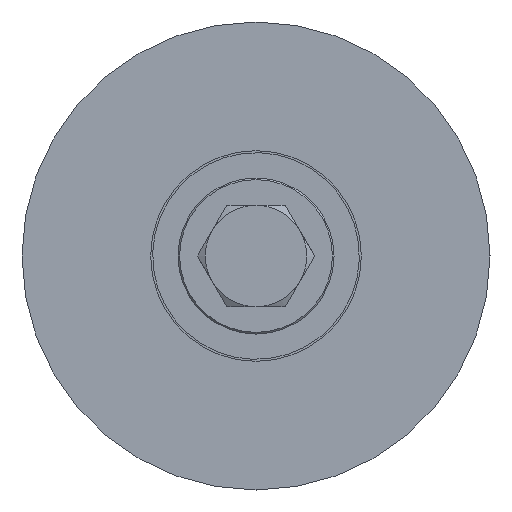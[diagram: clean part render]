
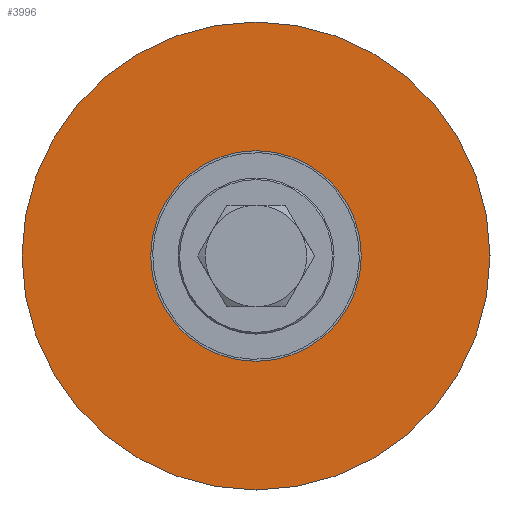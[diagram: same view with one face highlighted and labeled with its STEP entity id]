
A CAD part, left-side view. The second image highlights one B-rep face of the part: STEP entity #3996.
In plain terms, the highlighted planar face has unit normal (-1, 0, 0).
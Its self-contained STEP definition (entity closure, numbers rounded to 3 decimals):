
#76 = CARTESIAN_POINT ( 'NONE',  ( -9.23, 0., -30. ) ) ;
#248 = CARTESIAN_POINT ( 'NONE',  ( -9.23, -30., 0. ) ) ;
#462 = AXIS2_PLACEMENT_3D ( 'NONE', #2450, #2502, #1405 ) ;
#600 = AXIS2_PLACEMENT_3D ( 'NONE', #2958, #745, #4099 ) ;
#745 = DIRECTION ( 'NONE',  ( 1., 0., 0. ) ) ;
#866 = EDGE_CURVE ( 'NONE', #5916, #2764, #2923, .T. ) ;
#921 = CARTESIAN_POINT ( 'NONE',  ( -9.23, 0., 0. ) ) ;
#1405 = DIRECTION ( 'NONE',  ( 0., 0., 1. ) ) ;
#1490 = ORIENTED_EDGE ( 'NONE', *, *, #866, .T. ) ;
#1773 = DIRECTION ( 'NONE',  ( 1., 0., 0. ) ) ;
#2124 = CARTESIAN_POINT ( 'NONE',  ( -9.23, 0., 13.5 ) ) ;
#2263 = CARTESIAN_POINT ( 'NONE',  ( -9.23, 0., -13.5 ) ) ;
#2450 = CARTESIAN_POINT ( 'NONE',  ( -9.23, 0., 0. ) ) ;
#2502 = DIRECTION ( 'NONE',  ( 1., 0., 0. ) ) ;
#2764 = VERTEX_POINT ( 'NONE', #2124 ) ;
#2923 = CIRCLE ( 'NONE', #462, 13.5 ) ;
#2958 = CARTESIAN_POINT ( 'NONE',  ( -9.23, 0., 0. ) ) ;
#3139 = DIRECTION ( 'NONE',  ( 0., 0., 1. ) ) ;
#3380 = ORIENTED_EDGE ( 'NONE', *, *, #3775, .T. ) ;
#3698 = VERTEX_POINT ( 'NONE', #76 ) ;
#3775 = EDGE_CURVE ( 'NONE', #2764, #5916, #4596, .T. ) ;
#3791 = AXIS2_PLACEMENT_3D ( 'NONE', #921, #4162, #3139 ) ;
#3996 = ADVANCED_FACE ( 'NONE', ( #6798, #4919 ), #5721, .T. ) ;
#4045 = EDGE_LOOP ( 'NONE', ( #3380, #1490 ) ) ;
#4062 = DIRECTION ( 'NONE',  ( -1., 0., 0. ) ) ;
#4099 = DIRECTION ( 'NONE',  ( 0., 0., 1. ) ) ;
#4162 = DIRECTION ( 'NONE',  ( 1., 0., 0. ) ) ;
#4370 = AXIS2_PLACEMENT_3D ( 'NONE', #248, #4062, #4582 ) ;
#4582 = DIRECTION ( 'NONE',  ( 0., 0., -1. ) ) ;
#4596 = CIRCLE ( 'NONE', #6695, 13.5 ) ;
#4730 = EDGE_CURVE ( 'NONE', #3698, #6356, #5739, .T. ) ;
#4866 = EDGE_CURVE ( 'NONE', #6356, #3698, #4885, .T. ) ;
#4885 = CIRCLE ( 'NONE', #600, 30. ) ;
#4919 = FACE_OUTER_BOUND ( 'NONE', #5102, .T. ) ;
#5102 = EDGE_LOOP ( 'NONE', ( #6069, #6833 ) ) ;
#5721 = PLANE ( 'NONE',  #4370 ) ;
#5739 = CIRCLE ( 'NONE', #3791, 30. ) ;
#5916 = VERTEX_POINT ( 'NONE', #2263 ) ;
#5944 = CARTESIAN_POINT ( 'NONE',  ( -9.23, 0., 30. ) ) ;
#6069 = ORIENTED_EDGE ( 'NONE', *, *, #4866, .F. ) ;
#6116 = DIRECTION ( 'NONE',  ( 0., 0., 1. ) ) ;
#6356 = VERTEX_POINT ( 'NONE', #5944 ) ;
#6695 = AXIS2_PLACEMENT_3D ( 'NONE', #6718, #1773, #6116 ) ;
#6718 = CARTESIAN_POINT ( 'NONE',  ( -9.23, 0., 0. ) ) ;
#6798 = FACE_BOUND ( 'NONE', #4045, .T. ) ;
#6833 = ORIENTED_EDGE ( 'NONE', *, *, #4730, .F. ) ;
